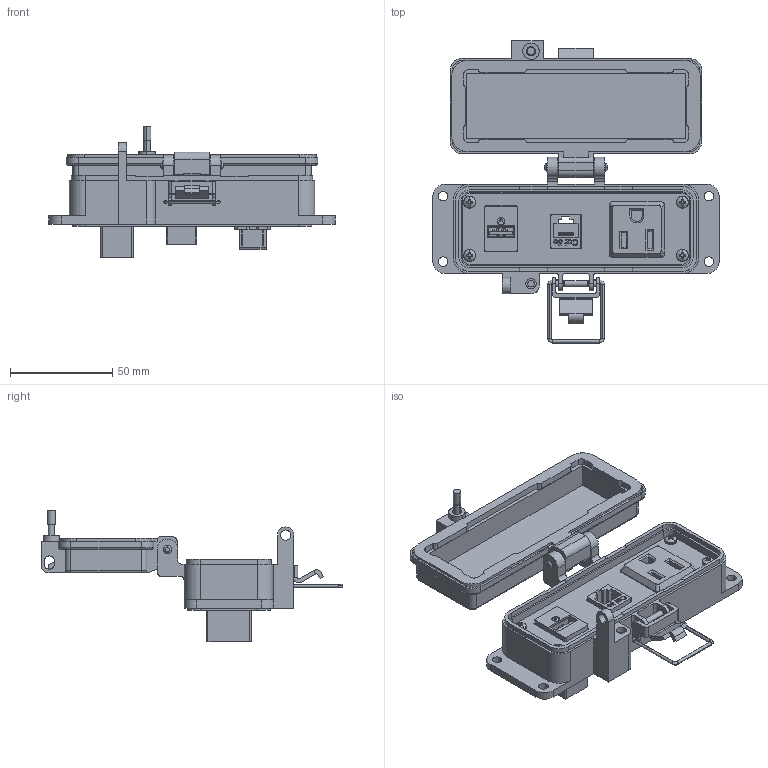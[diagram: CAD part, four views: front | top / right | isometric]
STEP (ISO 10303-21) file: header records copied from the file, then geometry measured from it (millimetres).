
FILE_DESCRIPTION (( 'STEP AP203' ), '1' );
FILE_NAME ('P-Q50R2-H4R0_3D.STEP', '2021-10-19T14:26:04', ( '' ), ( '' ), 'SwSTEP 2.0', 'SolidWorks 2019', '' );
FILE_SCHEMA (( 'CONFIG_CONTROL_DESIGN' ));
Length unit declared in the file: millimetre
Products named in the file (16): P-Q50R2-H4R0_BP180_1; 92005A124_METRIC PAN HEAD PHILLIPS MACHINE SCREW_92005A124; Z-000-440716FH_90273A416; -H4; Z-300-USB-AB-FF; P-Q50R2-H4R0_3D; R; Q51; Z-200-OTLT-R0SQ; P-Q50R2-H4R0_TP060_1; Z-H-H4_B; Z-002-4401_4HN_90675A005; Z-300-RJ45CAT5; R2; Z-000-4243316TFP; P-Q50R2-H4R0_FP060_1
Assembly tree (22 placements, depth 3):
  P-Q50R2-H4R0_3D
    P-Q50R2-H4R0_BP180_1
    P-Q50R2-H4R0_TP060_1
    Z-000-4243316TFP  x3
    Q51
      Z-300-USB-AB-FF
    Z-002-4401_4HN_90675A005  x2
    Z-000-440716FH_90273A416  x2
    P-Q50R2-H4R0_FP060_1
    R2
      Z-300-RJ45CAT5
    R
      Z-200-OTLT-R0SQ
    -H4
      Z-H-H4_B
    92005A124_METRIC PAN HEAD PHILLIPS MACHINE SCREW_92005A124  x4
Bounding box: 140 x 147.61 x 64.44 mm (x, y, z)
Volume: 119155.6 mm3; surface area: 87194.7 mm2
Topology: 25 solids, 25 shells, 2544 faces, 7123 edges, 4711 vertices
Faces by surface type: cylinder 1115, plane 978, bspline 275, cone 152, torus 16, sphere 8
Entity records: 69118 total; most frequent: CARTESIAN_POINT 26128, ORIENTED_EDGE 9424, DIRECTION 7366, EDGE_CURVE 4712, VERTEX_POINT 3118, VECTOR 2840, LINE 2840, AXIS2_PLACEMENT_3D 2263
